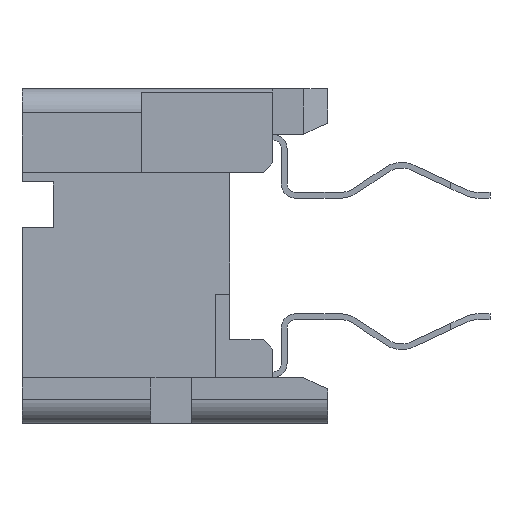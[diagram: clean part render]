
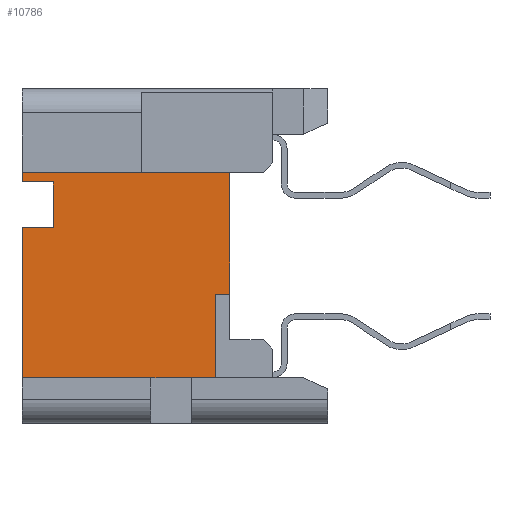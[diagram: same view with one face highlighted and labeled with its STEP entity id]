
A CAD part, left-side view. The second image highlights one B-rep face of the part: STEP entity #10786.
In plain terms, the highlighted planar face has unit normal (-1, 0, 0).
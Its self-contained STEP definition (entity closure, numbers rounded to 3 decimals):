
#605=DIRECTION('',(0.,0.,1.));
#606=VECTOR('',#605,3.15);
#607=CARTESIAN_POINT('',(-5.595,6.4,-2.55));
#608=LINE('',#607,#606);
#741=DIRECTION('',(0.,0.,1.));
#742=VECTOR('',#741,0.2);
#743=CARTESIAN_POINT('',(-5.595,6.4,1.55));
#744=LINE('',#743,#742);
#1320=DIRECTION('',(0.,1.,0.));
#1321=VECTOR('',#1320,0.3);
#1322=CARTESIAN_POINT('',(-5.595,2.05,-0.8));
#1323=LINE('',#1322,#1321);
#1324=DIRECTION('',(0.,0.,1.));
#1325=VECTOR('',#1324,1.75);
#1326=CARTESIAN_POINT('',(-5.595,2.35,-2.55));
#1327=LINE('',#1326,#1325);
#1328=DIRECTION('',(0.,1.,0.));
#1329=VECTOR('',#1328,0.5);
#1330=CARTESIAN_POINT('',(-5.595,2.35,-2.55));
#1331=LINE('',#1330,#1329);
#1332=DIRECTION('',(0.,1.,0.));
#1333=VECTOR('',#1332,0.85);
#1334=CARTESIAN_POINT('',(-5.595,2.85,-2.55));
#1335=LINE('',#1334,#1333);
#1336=DIRECTION('',(0.,1.,0.));
#1337=VECTOR('',#1336,2.7);
#1338=CARTESIAN_POINT('',(-5.595,3.7,-2.55));
#1339=LINE('',#1338,#1337);
#1340=DIRECTION('',(0.,-1.,0.));
#1341=VECTOR('',#1340,0.65);
#1342=CARTESIAN_POINT('',(-5.595,6.4,0.6));
#1343=LINE('',#1342,#1341);
#1344=DIRECTION('',(0.,0.,-1.));
#1345=VECTOR('',#1344,0.95);
#1346=CARTESIAN_POINT('',(-5.595,5.75,1.55));
#1347=LINE('',#1346,#1345);
#1348=DIRECTION('',(0.,-1.,0.));
#1349=VECTOR('',#1348,0.65);
#1350=CARTESIAN_POINT('',(-5.595,6.4,1.55));
#1351=LINE('',#1350,#1349);
#1352=DIRECTION('',(0.,0.,-1.));
#1353=VECTOR('',#1352,2.55);
#1354=CARTESIAN_POINT('',(-5.595,2.05,1.75));
#1355=LINE('',#1354,#1353);
#1780=DIRECTION('',(0.,1.,0.));
#1781=VECTOR('',#1780,4.35);
#1782=CARTESIAN_POINT('',(-5.595,2.05,1.75));
#1783=LINE('',#1782,#1781);
#7259=CARTESIAN_POINT('',(-5.595,6.4,-2.55));
#7260=VERTEX_POINT('',#7259);
#7261=CARTESIAN_POINT('',(-5.595,6.4,1.75));
#7263=VERTEX_POINT('',#7261);
#7283=CARTESIAN_POINT('',(-5.595,6.4,0.6));
#7285=VERTEX_POINT('',#7283);
#7287=CARTESIAN_POINT('',(-5.595,6.4,1.55));
#7288=CARTESIAN_POINT('',(-5.595,5.75,1.55));
#7289=VERTEX_POINT('',#7287);
#7290=VERTEX_POINT('',#7288);
#7291=CARTESIAN_POINT('',(-5.595,5.75,0.6));
#7292=VERTEX_POINT('',#7291);
#7303=CARTESIAN_POINT('',(-5.595,2.05,1.75));
#7304=VERTEX_POINT('',#7303);
#7437=CARTESIAN_POINT('',(-5.595,2.05,-0.8));
#7438=CARTESIAN_POINT('',(-5.595,2.35,-0.8));
#7439=VERTEX_POINT('',#7437);
#7440=VERTEX_POINT('',#7438);
#7441=CARTESIAN_POINT('',(-5.595,2.35,-2.55));
#7442=VERTEX_POINT('',#7441);
#7445=CARTESIAN_POINT('',(-5.595,2.85,-2.55));
#7446=VERTEX_POINT('',#7445);
#7447=CARTESIAN_POINT('',(-5.595,3.7,-2.55));
#7448=VERTEX_POINT('',#7447);
#10761=CARTESIAN_POINT('',(-5.595,0.,-2.55));
#10762=DIRECTION('',(-1.,0.,0.));
#10763=DIRECTION('',(0.,0.,1.));
#10764=AXIS2_PLACEMENT_3D('',#10761,#10762,#10763);
#10765=PLANE('',#10764);
#10767=ORIENTED_EDGE('',*,*,#10766,.T.);
#10769=ORIENTED_EDGE('',*,*,#10768,.F.);
#10770=ORIENTED_EDGE('',*,*,#10727,.T.);
#10772=ORIENTED_EDGE('',*,*,#10771,.T.);
#10773=ORIENTED_EDGE('',*,*,#10703,.T.);
#10774=ORIENTED_EDGE('',*,*,#10057,.T.);
#10775=ORIENTED_EDGE('',*,*,#10193,.T.);
#10777=ORIENTED_EDGE('',*,*,#10776,.F.);
#10778=ORIENTED_EDGE('',*,*,#10279,.F.);
#10779=ORIENTED_EDGE('',*,*,#10154,.T.);
#10781=ORIENTED_EDGE('',*,*,#10780,.F.);
#10783=ORIENTED_EDGE('',*,*,#10782,.T.);
#10784=EDGE_LOOP('',(#10767,#10769,#10770,#10772,#10773,#10774,#10775,#10777,
#10778,#10779,#10781,#10783));
#10785=FACE_OUTER_BOUND('',#10784,.F.);
#10786=ADVANCED_FACE('',(#10785),#10765,.T.);
#10057=EDGE_CURVE('',#7260,#7285,#608,.T.);
#10154=EDGE_CURVE('',#7289,#7263,#744,.T.);
#10193=EDGE_CURVE('',#7285,#7292,#1343,.T.);
#10279=EDGE_CURVE('',#7289,#7290,#1351,.T.);
#10703=EDGE_CURVE('',#7448,#7260,#1339,.T.);
#10727=EDGE_CURVE('',#7442,#7446,#1331,.T.);
#10766=EDGE_CURVE('',#7439,#7440,#1323,.T.);
#10768=EDGE_CURVE('',#7442,#7440,#1327,.T.);
#10771=EDGE_CURVE('',#7446,#7448,#1335,.T.);
#10776=EDGE_CURVE('',#7290,#7292,#1347,.T.);
#10780=EDGE_CURVE('',#7304,#7263,#1783,.T.);
#10782=EDGE_CURVE('',#7304,#7439,#1355,.T.);
